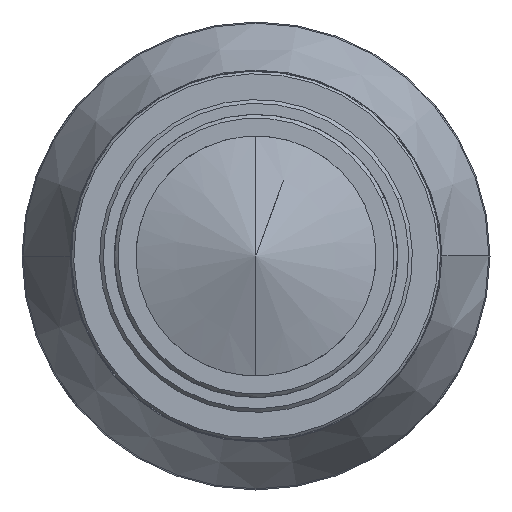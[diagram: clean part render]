
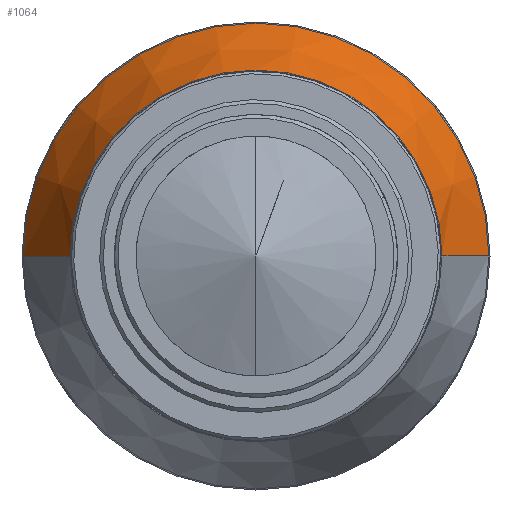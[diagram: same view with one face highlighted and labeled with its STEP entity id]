
A CAD part, left-side view. The second image highlights one B-rep face of the part: STEP entity #1064.
In plain terms, the highlighted conical face has half-angle 25 degrees and reference radius 15.094 mm.
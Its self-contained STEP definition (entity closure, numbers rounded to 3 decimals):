
#12 = DIRECTION ( 'NONE',  ( 1., 0., 0. ) ) ;
#18 = CIRCLE ( 'NONE', #724, 18.906 ) ;
#58 = CARTESIAN_POINT ( 'NONE',  ( 21.377, -18.906, 0. ) ) ;
#62 = CARTESIAN_POINT ( 'NONE',  ( 21.377, 0., 18.906 ) ) ;
#127 = CARTESIAN_POINT ( 'NONE',  ( 13.201, 0., 0. ) ) ;
#139 = CARTESIAN_POINT ( 'NONE',  ( 13.201, -15.094, 0. ) ) ;
#177 = ORIENTED_EDGE ( 'NONE', *, *, #1312, .F. ) ;
#185 = FACE_OUTER_BOUND ( 'NONE', #1750, .T. ) ;
#236 = ORIENTED_EDGE ( 'NONE', *, *, #302, .F. ) ;
#302 = EDGE_CURVE ( 'NONE', #1160, #1719, #760, .T. ) ;
#333 = CARTESIAN_POINT ( 'NONE',  ( 13.201, 0., 0. ) ) ;
#379 = DIRECTION ( 'NONE',  ( 0., 1., 0. ) ) ;
#382 = AXIS2_PLACEMENT_3D ( 'NONE', #333, #1713, #889 ) ;
#405 = EDGE_CURVE ( 'NONE', #1157, #1403, #1730, .T. ) ;
#430 = ORIENTED_EDGE ( 'NONE', *, *, #405, .T. ) ;
#451 = AXIS2_PLACEMENT_3D ( 'NONE', #1529, #12, #846 ) ;
#575 = DIRECTION ( 'NONE',  ( 1., 0., 0. ) ) ;
#724 = AXIS2_PLACEMENT_3D ( 'NONE', #805, #956, #1496 ) ;
#742 = ORIENTED_EDGE ( 'NONE', *, *, #819, .T. ) ;
#759 = CARTESIAN_POINT ( 'NONE',  ( 13.201, 15.094, 0. ) ) ;
#760 = LINE ( 'NONE', #1519, #830 ) ;
#787 = CARTESIAN_POINT ( 'NONE',  ( 13.201, 0., 15.094 ) ) ;
#805 = CARTESIAN_POINT ( 'NONE',  ( 21.377, 0., 0. ) ) ;
#808 = CARTESIAN_POINT ( 'NONE',  ( 21.377, 18.906, 0. ) ) ;
#819 = EDGE_CURVE ( 'NONE', #1420, #1157, #1562, .T. ) ;
#827 = DIRECTION ( 'NONE',  ( 0.906, 0.423, 0. ) ) ;
#830 = VECTOR ( 'NONE', #827, 1000. ) ;
#846 = DIRECTION ( 'NONE',  ( 0., 1., 0. ) ) ;
#861 = ORIENTED_EDGE ( 'NONE', *, *, #929, .F. ) ;
#867 = EDGE_CURVE ( 'NONE', #1160, #1420, #1505, .T. ) ;
#889 = DIRECTION ( 'NONE',  ( 0., 1., 0. ) ) ;
#929 = EDGE_CURVE ( 'NONE', #1719, #1482, #1095, .T. ) ;
#956 = DIRECTION ( 'NONE',  ( 1., 0., 0. ) ) ;
#966 = AXIS2_PLACEMENT_3D ( 'NONE', #127, #1756, #379 ) ;
#1008 = VECTOR ( 'NONE', #1642, 1000. ) ;
#1052 = AXIS2_PLACEMENT_3D ( 'NONE', #1406, #575, #1672 ) ;
#1064 = ADVANCED_FACE ( 'NONE', ( #185 ), #1394, .T. ) ;
#1095 = CIRCLE ( 'NONE', #1052, 18.906 ) ;
#1157 = VERTEX_POINT ( 'NONE', #1165 ) ;
#1160 = VERTEX_POINT ( 'NONE', #759 ) ;
#1165 = CARTESIAN_POINT ( 'NONE',  ( 13.201, -15.094, 0. ) ) ;
#1312 = EDGE_CURVE ( 'NONE', #1482, #1403, #18, .T. ) ;
#1394 = CONICAL_SURFACE ( 'NONE', #382, 15.094, 0.436 ) ;
#1403 = VERTEX_POINT ( 'NONE', #58 ) ;
#1406 = CARTESIAN_POINT ( 'NONE',  ( 21.377, 0., 0. ) ) ;
#1420 = VERTEX_POINT ( 'NONE', #787 ) ;
#1482 = VERTEX_POINT ( 'NONE', #62 ) ;
#1496 = DIRECTION ( 'NONE',  ( 0., 0., -1. ) ) ;
#1505 = CIRCLE ( 'NONE', #451, 15.094 ) ;
#1519 = CARTESIAN_POINT ( 'NONE',  ( 13.201, 15.094, 0. ) ) ;
#1529 = CARTESIAN_POINT ( 'NONE',  ( 13.201, 0., 0. ) ) ;
#1562 = CIRCLE ( 'NONE', #966, 15.094 ) ;
#1642 = DIRECTION ( 'NONE',  ( 0.906, -0.423, 0. ) ) ;
#1672 = DIRECTION ( 'NONE',  ( 0., 0., -1. ) ) ;
#1713 = DIRECTION ( 'NONE',  ( 1., 0., 0. ) ) ;
#1719 = VERTEX_POINT ( 'NONE', #808 ) ;
#1730 = LINE ( 'NONE', #139, #1008 ) ;
#1750 = EDGE_LOOP ( 'NONE', ( #742, #430, #177, #861, #236, #1776 ) ) ;
#1756 = DIRECTION ( 'NONE',  ( 1., 0., 0. ) ) ;
#1776 = ORIENTED_EDGE ( 'NONE', *, *, #867, .T. ) ;
